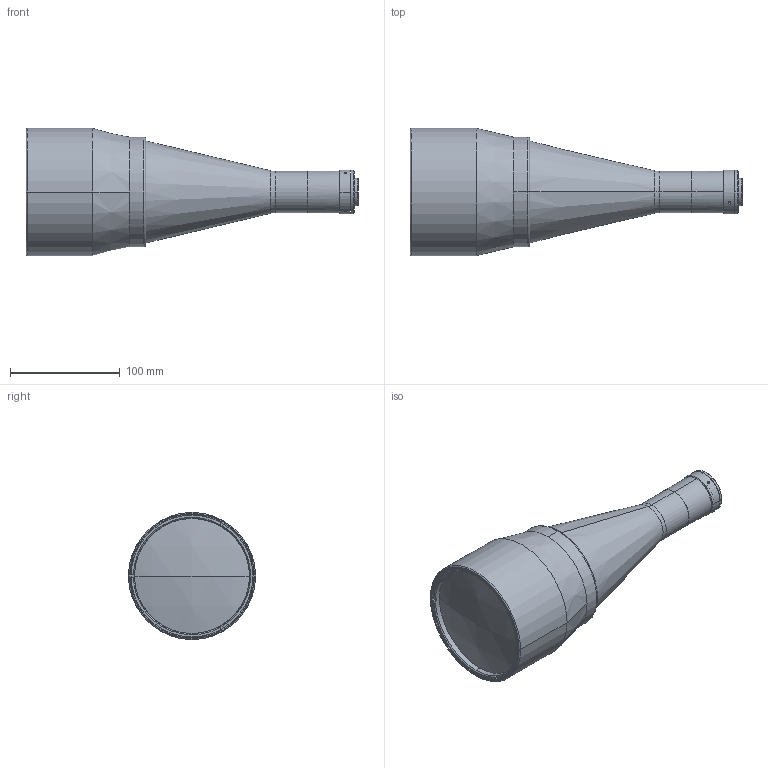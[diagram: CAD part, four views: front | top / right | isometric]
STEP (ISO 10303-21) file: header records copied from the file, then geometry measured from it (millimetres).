
FILE_DESCRIPTION (( 'STEP AP214' ), '1' );
FILE_NAME ('TC23072.STEP', '2016-10-03T13:02:26', ( '' ), ( '' ), 'SwSTEP 2.0', 'SolidWorks 2015', '' );
FILE_SCHEMA (( 'AUTOMOTIVE_DESIGN' ));
Length unit declared in the file: millimetre
Products named in the file (1): TC23072
Bounding box: 302.81 x 116 x 116 mm (x, y, z)
Surface area: 100214.2 mm2 (no closed solid volume)
Topology: 0 solids, 10 shells, 78 faces, 216 edges, 148 vertices
Faces by surface type: cylinder 32, plane 22, cone 16, torus 6, sphere 2
Entity records: 3616 total; most frequent: CARTESIAN_POINT 691, DIRECTION 474, ORIENTED_EDGE 360, EDGE_CURVE 216, AXIS2_PLACEMENT_3D 199, VERTEX_POINT 148, CIRCLE 120, EDGE_LOOP 93
